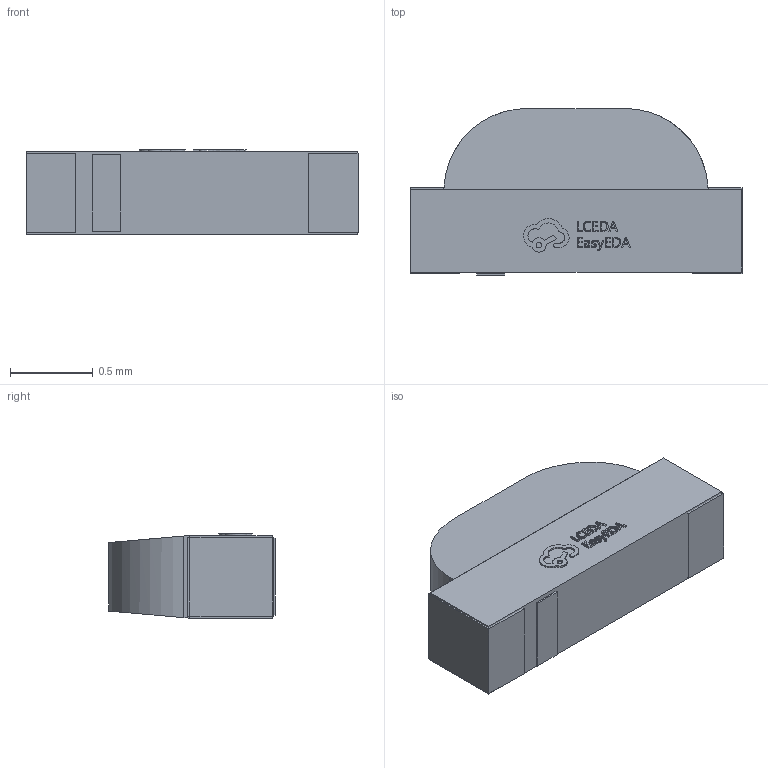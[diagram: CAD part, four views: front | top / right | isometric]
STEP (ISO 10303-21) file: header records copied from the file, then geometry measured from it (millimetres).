
FILE_DESCRIPTION (( 'STEP AP214' ), '1' );
FILE_NAME ('LED-SMD_L2.0-W1.0-H0.5.step', '2022-07-08T12:29:40', ( '' ), ( '' ), 'SwSTEP 2.0', 'SolidWorks 2020', '' );
FILE_SCHEMA (( 'AUTOMOTIVE_DESIGN' ));
Length unit declared in the file: millimetre
Products named in the file (1): LED-SMD_L2.0-W1.0-H0.5
Bounding box: 2.01 x 1.01 x 0.51 mm (x, y, z)
Volume: 1 mm3; surface area: 10 mm2
Topology: 5 solids, 5 shells, 315 faces, 837 edges, 558 vertices
Faces by surface type: plane 201, bspline 112, cylinder 2
Entity records: 13791 total; most frequent: CARTESIAN_POINT 3827, ORIENTED_EDGE 1674, DIRECTION 1013, EDGE_CURVE 837, VECTOR 605, LINE 605, VERTEX_POINT 558, EDGE_LOOP 341
